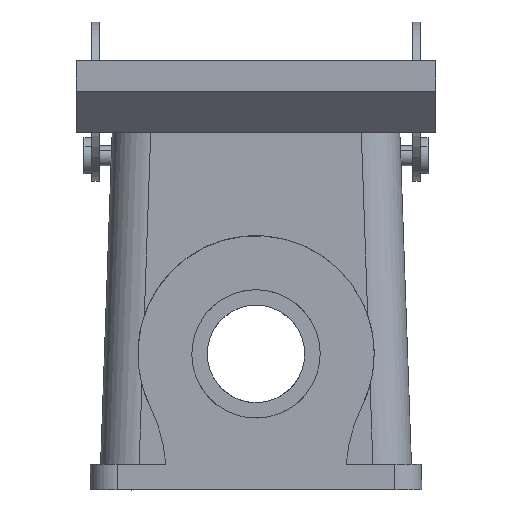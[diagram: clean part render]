
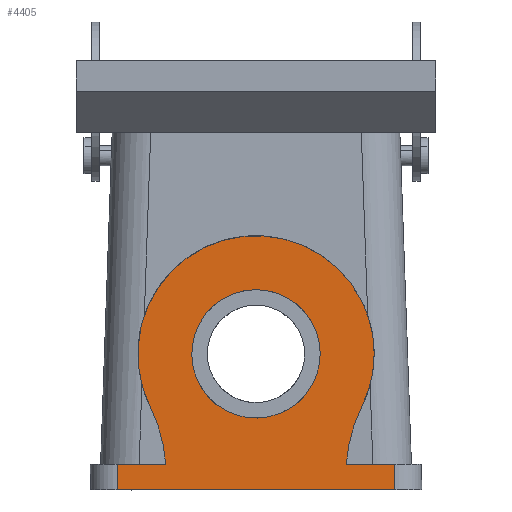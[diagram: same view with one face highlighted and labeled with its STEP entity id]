
A CAD part, front view. The second image highlights one B-rep face of the part: STEP entity #4405.
In plain terms, the highlighted planar face has unit normal (0, -1, 0).
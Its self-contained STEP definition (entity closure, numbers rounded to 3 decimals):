
#3801=AXIS2_PLACEMENT_3D('Circle Axis2P3D',#3799,#3800,$) ;
#3815=AXIS2_PLACEMENT_3D('Circle Axis2P3D',#3813,#3814,$) ;
#4354=AXIS2_PLACEMENT_3D('Plane Axis2P3D',#4351,#4352,#4353) ;
#4358=AXIS2_PLACEMENT_3D('Circle Axis2P3D',#4356,#4357,$) ;
#4363=AXIS2_PLACEMENT_3D('Circle Axis2P3D',#4361,#4362,$) ;
#4389=AXIS2_PLACEMENT_3D('Circle Axis2P3D',#4387,#4388,$) ;
#4398=AXIS2_PLACEMENT_3D('Circle Axis2P3D',#4396,#4397,$) ;
#3072=CARTESIAN_POINT('Line Origine',(57.284,12.8,5.)) ;
#3076=CARTESIAN_POINT('Vertex',(62.,12.8,5.)) ;
#3078=CARTESIAN_POINT('Vertex',(52.567,12.8,5.)) ;
#3505=CARTESIAN_POINT('Vertex',(8.,12.8,5.)) ;
#3508=CARTESIAN_POINT('Line Origine',(12.716,12.8,5.)) ;
#3512=CARTESIAN_POINT('Vertex',(17.433,12.8,5.)) ;
#3789=CARTESIAN_POINT('Vertex',(55.613,12.8,36.703)) ;
#3796=CARTESIAN_POINT('Vertex',(14.387,12.8,16.297)) ;
#3799=CARTESIAN_POINT('Axis2P3D Location',(35.,12.8,26.5)) ;
#3813=CARTESIAN_POINT('Axis2P3D Location',(35.,12.8,26.5)) ;
#3817=CARTESIAN_POINT('Vertex',(55.613,12.8,16.297)) ;
#3902=CARTESIAN_POINT('Line Origine',(35.,12.8,0.)) ;
#3906=CARTESIAN_POINT('Vertex',(62.,12.8,0.)) ;
#3908=CARTESIAN_POINT('Vertex',(8.,12.8,0.)) ;
#4351=CARTESIAN_POINT('Axis2P3D Location',(35.,12.8,62.5)) ;
#4356=CARTESIAN_POINT('Axis2P3D Location',(82.5,12.8,2.989)) ;
#4361=CARTESIAN_POINT('Axis2P3D Location',(-12.5,12.8,2.989)) ;
#4366=CARTESIAN_POINT('Line Origine',(8.,12.8,2.5)) ;
#4371=CARTESIAN_POINT('Line Origine',(62.,12.8,2.5)) ;
#4387=CARTESIAN_POINT('Axis2P3D Location',(35.,12.8,26.5)) ;
#4391=CARTESIAN_POINT('Vertex',(24.03,12.8,32.493)) ;
#4393=CARTESIAN_POINT('Vertex',(45.97,12.8,20.507)) ;
#4396=CARTESIAN_POINT('Axis2P3D Location',(35.,12.8,26.5)) ;
#3073=DIRECTION('Vector Direction',(1.,0.,0.)) ;
#3509=DIRECTION('Vector Direction',(1.,0.,0.)) ;
#3800=DIRECTION('Axis2P3D Direction',(0.,1.,0.)) ;
#3814=DIRECTION('Axis2P3D Direction',(0.,1.,0.)) ;
#3903=DIRECTION('Vector Direction',(1.,0.,0.)) ;
#4352=DIRECTION('Axis2P3D Direction',(0.,1.,0.)) ;
#4353=DIRECTION('Axis2P3D XDirection',(1.,0.,0.)) ;
#4357=DIRECTION('Axis2P3D Direction',(0.,1.,0.)) ;
#4362=DIRECTION('Axis2P3D Direction',(0.,1.,0.)) ;
#4367=DIRECTION('Vector Direction',(0.,0.,-1.)) ;
#4372=DIRECTION('Vector Direction',(0.,0.,1.)) ;
#4388=DIRECTION('Axis2P3D Direction',(0.,1.,0.)) ;
#4397=DIRECTION('Axis2P3D Direction',(0.,1.,0.)) ;
#3074=VECTOR('Line Direction',#3073,1.) ;
#3510=VECTOR('Line Direction',#3509,1.) ;
#3904=VECTOR('Line Direction',#3903,1.) ;
#4368=VECTOR('Line Direction',#4367,1.) ;
#4373=VECTOR('Line Direction',#4372,1.) ;
#4377=ORIENTED_EDGE('',*,*,#4360,.F.) ;
#4378=ORIENTED_EDGE('',*,*,#3819,.F.) ;
#4379=ORIENTED_EDGE('',*,*,#3803,.F.) ;
#4380=ORIENTED_EDGE('',*,*,#4365,.F.) ;
#4381=ORIENTED_EDGE('',*,*,#3514,.T.) ;
#4382=ORIENTED_EDGE('',*,*,#4370,.T.) ;
#4383=ORIENTED_EDGE('',*,*,#3910,.F.) ;
#4384=ORIENTED_EDGE('',*,*,#4375,.F.) ;
#4385=ORIENTED_EDGE('',*,*,#3080,.T.) ;
#4402=ORIENTED_EDGE('',*,*,#4395,.T.) ;
#4403=ORIENTED_EDGE('',*,*,#4400,.T.) ;
#4404=FACE_BOUND('',#4401,.T.) ;
#4405=ADVANCED_FACE('Housing',(#4386,#4404),#4355,.F.) ;
#3802=CIRCLE('generated circle',#3801,23.) ;
#3816=CIRCLE('generated circle',#3815,23.) ;
#4359=CIRCLE('generated circle',#4358,30.) ;
#4364=CIRCLE('generated circle',#4363,30.) ;
#4390=CIRCLE('generated circle',#4389,12.5) ;
#4399=CIRCLE('generated circle',#4398,12.5) ;
#3080=EDGE_CURVE('',#3077,#3079,#3075,.F.) ;
#3514=EDGE_CURVE('',#3513,#3506,#3511,.F.) ;
#3803=EDGE_CURVE('',#3797,#3790,#3802,.T.) ;
#3819=EDGE_CURVE('',#3790,#3818,#3816,.T.) ;
#3910=EDGE_CURVE('',#3907,#3909,#3905,.F.) ;
#4360=EDGE_CURVE('',#3818,#3079,#4359,.F.) ;
#4365=EDGE_CURVE('',#3513,#3797,#4364,.F.) ;
#4370=EDGE_CURVE('',#3506,#3909,#4369,.T.) ;
#4375=EDGE_CURVE('',#3077,#3907,#4374,.F.) ;
#4395=EDGE_CURVE('',#4392,#4394,#4390,.T.) ;
#4400=EDGE_CURVE('',#4394,#4392,#4399,.T.) ;
#4376=EDGE_LOOP('',(#4377,#4378,#4379,#4380,#4381,#4382,#4383,#4384,#4385)) ;
#4401=EDGE_LOOP('',(#4402,#4403)) ;
#4386=FACE_OUTER_BOUND('',#4376,.T.) ;
#3075=LINE('Line',#3072,#3074) ;
#3511=LINE('Line',#3508,#3510) ;
#3905=LINE('Line',#3902,#3904) ;
#4369=LINE('Line',#4366,#4368) ;
#4374=LINE('Line',#4371,#4373) ;
#4355=PLANE('',#4354) ;
#3077=VERTEX_POINT('',#3076) ;
#3079=VERTEX_POINT('',#3078) ;
#3506=VERTEX_POINT('',#3505) ;
#3513=VERTEX_POINT('',#3512) ;
#3790=VERTEX_POINT('',#3789) ;
#3797=VERTEX_POINT('',#3796) ;
#3818=VERTEX_POINT('',#3817) ;
#3907=VERTEX_POINT('',#3906) ;
#3909=VERTEX_POINT('',#3908) ;
#4392=VERTEX_POINT('',#4391) ;
#4394=VERTEX_POINT('',#4393) ;
